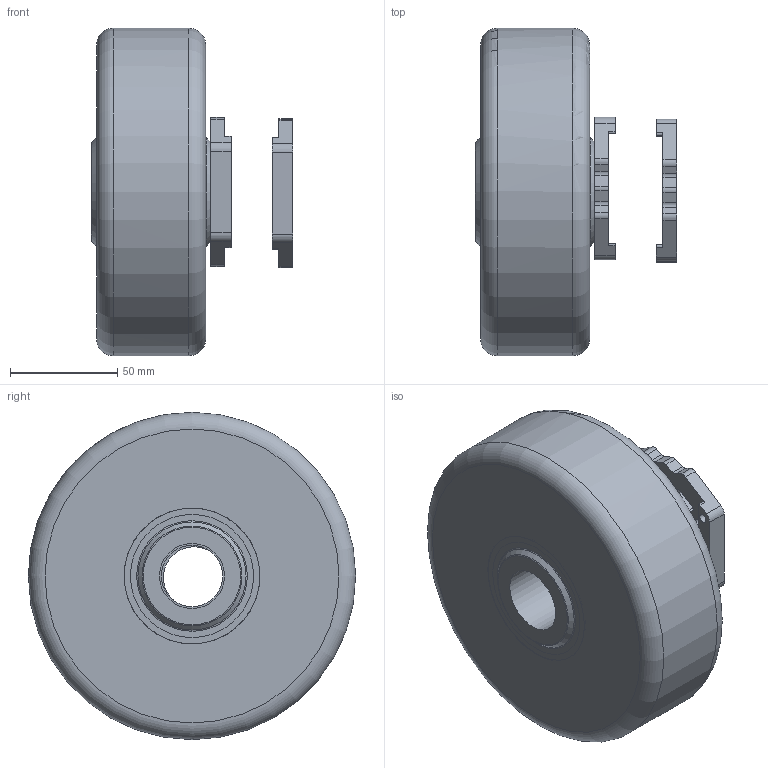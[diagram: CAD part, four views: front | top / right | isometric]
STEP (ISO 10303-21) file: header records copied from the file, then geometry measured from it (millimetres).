
FILE_DESCRIPTION(/* description */ (''),/* implementation_level */ '2;1');
FILE_NAME(/* name */ 'FrontWheels.step',/* time_stamp */ '2023-01-17T19:05:33-08:00',/* author */ (''),/* organization */ (''),/* preprocessor_version */ 'ST-DEVELOPER v19.2',/* originating_system */ 'Autodesk Translation Framework v11.17.0.187',/* authorisation */ '');
FILE_SCHEMA (('AUTOMOTIVE_DESIGN { 1 0 10303 214 3 1 1 }'));
Length unit declared in the file: inch
Products named in the file (5): Colson Performa 4 x 2, 1.1875 bore (217-4053) v1 (1); 217-4053-003 Rev1 (1); 217-4053-004 Rev1 (1); VersaBlock Kit (217-3432) v1 (2); VersaBlock Kit (217-3432) v1 (1) (1)
Assembly tree (4 placements, depth 2):
  Colson Performa 4 x 2, 1.1875 bore (217-4053) v1 (1)
    217-4053-003 Rev1 (1)
    217-4053-004 Rev1 (1)
    VersaBlock Kit (217-3432) v1 (2)
    VersaBlock Kit (217-3432) v1 (1) (1)
Bounding box: 93.65 x 152.4 x 152.4 mm (x, y, z)
Volume: 1062177.8 mm3; surface area: 126331.8 mm2
Topology: 4 solids, 4 shells, 265 faces, 748 edges, 499 vertices
Faces by surface type: cylinder 148, plane 94, torus 15, cone 8
Full cylindrical faces by diameter (mm): 3.454 x8, 4.039 x4, 4.978 x8, 28.55 x2, 30.213 x1, 31.75 x2, 57.404 x4, 63.253 x2, 152.4 x1
Entity records: 10112 total; most frequent: CARTESIAN_POINT 2577, DIRECTION 1654, ORIENTED_EDGE 1496, EDGE_CURVE 748, AXIS2_PLACEMENT_3D 640, VERTEX_POINT 499, LINE 374, VECTOR 374
